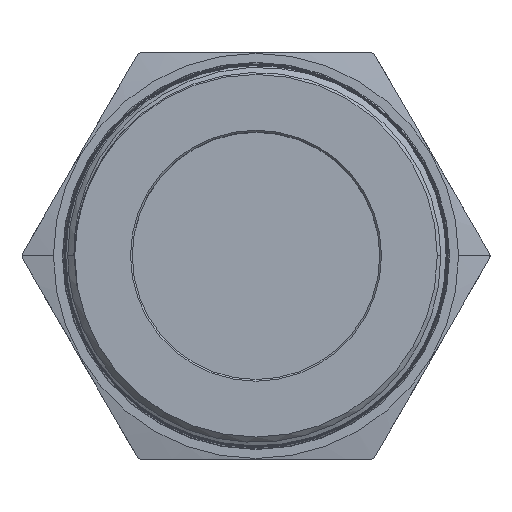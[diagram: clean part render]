
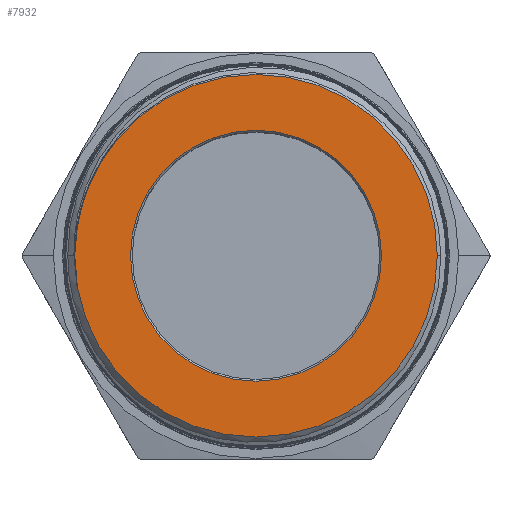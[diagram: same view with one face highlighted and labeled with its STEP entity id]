
A CAD part, top view. The second image highlights one B-rep face of the part: STEP entity #7932.
In plain terms, the highlighted planar face has unit normal (0, 0, 1).
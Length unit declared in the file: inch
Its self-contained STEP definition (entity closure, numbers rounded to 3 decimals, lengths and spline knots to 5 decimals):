
#1695 = CARTESIAN_POINT ( 'NONE',  ( -1.465, 0., 2.17 ) ) ;
#1696 = CARTESIAN_POINT ( 'NONE',  ( 1.465, 0., 2.17 ) ) ;
#1748 = CARTESIAN_POINT ( 'NONE',  ( -2.11719, 0., 2.17 ) ) ;
#1755 = CARTESIAN_POINT ( 'NONE',  ( 2.11719, 0., 2.17 ) ) ;
#1810 = DIRECTION ( 'NONE',  ( 0., 0., 1. ) ) ;
#1811 = CARTESIAN_POINT ( 'NONE',  ( 0., 0., 2.17 ) ) ;
#1813 = PLANE ( 'NONE',  #8272 ) ;
#1815 = DIRECTION ( 'NONE',  ( 1., 0., 0. ) ) ;
#1986 = ORIENTED_EDGE ( 'NONE', *, *, #8324, .T. ) ;
#1987 = ORIENTED_EDGE ( 'NONE', *, *, #8329, .T. ) ;
#1988 = ORIENTED_EDGE ( 'NONE', *, *, #8217, .T. ) ;
#1989 = ORIENTED_EDGE ( 'NONE', *, *, #8207, .T. ) ;
#2070 = VERTEX_POINT ( 'NONE', #1695 ) ;
#2071 = VERTEX_POINT ( 'NONE', #1696 ) ;
#2635 = CIRCLE ( 'NONE', #2758, 1.465 ) ;
#2639 = CIRCLE ( 'NONE', #2762, 1.465 ) ;
#2758 = AXIS2_PLACEMENT_3D ( 'NONE', #6538, #6539, #6540 ) ;
#2762 = AXIS2_PLACEMENT_3D ( 'NONE', #6597, #6598, #6599 ) ;
#2802 = AXIS2_PLACEMENT_3D ( 'NONE', #3891, #3892, #3893 ) ;
#2803 = AXIS2_PLACEMENT_3D ( 'NONE', #3974, #3975, #3976 ) ;
#2861 = VERTEX_POINT ( 'NONE', #1748 ) ;
#2870 = VERTEX_POINT ( 'NONE', #1755 ) ;
#2883 = EDGE_LOOP ( 'NONE', ( #1987, #1986 ) ) ;
#2896 = EDGE_LOOP ( 'NONE', ( #1989, #1988 ) ) ;
#2921 = FACE_OUTER_BOUND ( 'NONE', #2883, .T. ) ;
#2922 = FACE_BOUND ( 'NONE', #2896, .T. ) ;
#3891 = CARTESIAN_POINT ( 'NONE',  ( 0., 0., 2.17 ) ) ;
#3892 = DIRECTION ( 'NONE',  ( 0., 0., 1. ) ) ;
#3893 = DIRECTION ( 'NONE',  ( 1., 0., 0. ) ) ;
#3974 = CARTESIAN_POINT ( 'NONE',  ( 0., 0., 2.17 ) ) ;
#3975 = DIRECTION ( 'NONE',  ( 0., 0., 1. ) ) ;
#3976 = DIRECTION ( 'NONE',  ( 1., 0., 0. ) ) ;
#5029 = CIRCLE ( 'NONE', #2802, 2.11719 ) ;
#5032 = CIRCLE ( 'NONE', #2803, 2.11719 ) ;
#6538 = CARTESIAN_POINT ( 'NONE',  ( 0., 0., 2.17 ) ) ;
#6539 = DIRECTION ( 'NONE',  ( 0., 0., -1. ) ) ;
#6540 = DIRECTION ( 'NONE',  ( -1., 0., 0. ) ) ;
#6597 = CARTESIAN_POINT ( 'NONE',  ( 0., 0., 2.17 ) ) ;
#6598 = DIRECTION ( 'NONE',  ( 0., 0., -1. ) ) ;
#6599 = DIRECTION ( 'NONE',  ( -1., 0., 0. ) ) ;
#7932 = ADVANCED_FACE ( 'NONE', ( #2922, #2921 ), #1813, .T. ) ;
#8207 = EDGE_CURVE ( 'NONE', #2071, #2070, #2635, .T. ) ;
#8217 = EDGE_CURVE ( 'NONE', #2070, #2071, #2639, .T. ) ;
#8272 = AXIS2_PLACEMENT_3D ( 'NONE', #1811, #1810, #1815 ) ;
#8324 = EDGE_CURVE ( 'NONE', #2870, #2861, #5029, .T. ) ;
#8329 = EDGE_CURVE ( 'NONE', #2861, #2870, #5032, .T. ) ;
